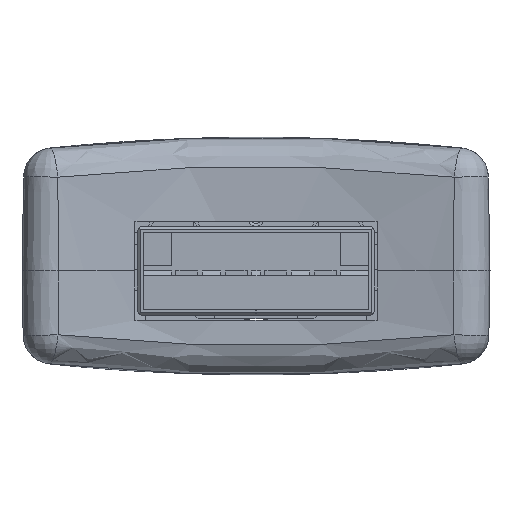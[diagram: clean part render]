
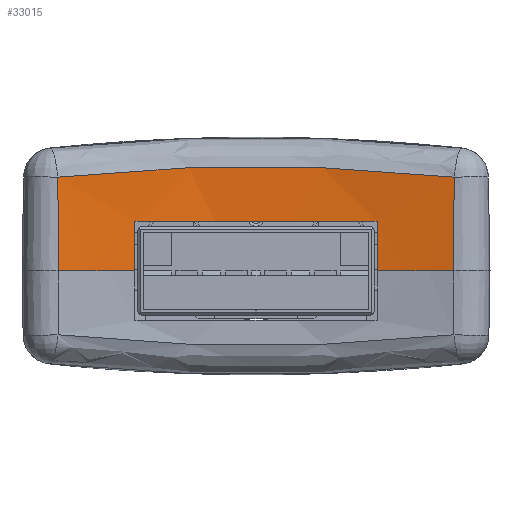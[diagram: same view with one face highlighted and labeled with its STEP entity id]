
A CAD part, left-side view. The second image highlights one B-rep face of the part: STEP entity #33015.
In plain terms, the highlighted conical face has half-angle 1 degrees and reference radius 45 mm.
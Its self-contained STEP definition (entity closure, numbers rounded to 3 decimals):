
#2188=CIRCLE('',#36539,45.);
#2230=CIRCLE('',#36629,45.044);
#2286=CIRCLE('',#36788,45.);
#2373=CONICAL_SURFACE('',#36787,45.,0.017);
#5571=LINE('',#59862,#8656);
#5573=LINE('',#59868,#8658);
#8656=VECTOR('',#45011,1000.);
#8658=VECTOR('',#45017,1000.);
#17405=ORIENTED_EDGE('',*,*,#22339,.F.);
#17406=ORIENTED_EDGE('',*,*,#22334,.F.);
#17407=ORIENTED_EDGE('',*,*,#22337,.F.);
#17408=ORIENTED_EDGE('',*,*,#22198,.F.);
#17409=ORIENTED_EDGE('',*,*,#22664,.F.);
#17410=ORIENTED_EDGE('',*,*,#22529,.T.);
#17411=ORIENTED_EDGE('',*,*,#22661,.T.);
#17412=ORIENTED_EDGE('',*,*,#22665,.F.);
#22198=EDGE_CURVE('',#25541,#25542,#2188,.T.);
#22334=EDGE_CURVE('',#25640,#25641,#2230,.T.);
#22337=EDGE_CURVE('',#25542,#25640,#26384,.T.);
#22339=EDGE_CURVE('',#25641,#25643,#26386,.T.);
#22529=EDGE_CURVE('',#25771,#25768,#26497,.T.);
#22661=EDGE_CURVE('',#25768,#25884,#5571,.T.);
#22664=EDGE_CURVE('',#25771,#25541,#5573,.T.);
#22665=EDGE_CURVE('',#25643,#25884,#2286,.T.);
#25541=VERTEX_POINT('',#56854);
#25542=VERTEX_POINT('',#56856);
#25640=VERTEX_POINT('',#57345);
#25641=VERTEX_POINT('',#57347);
#25643=VERTEX_POINT('',#57368);
#25768=VERTEX_POINT('',#59072);
#25771=VERTEX_POINT('',#59116);
#25884=VERTEX_POINT('',#59863);
#26384=B_SPLINE_CURVE_WITH_KNOTS('',3,(#57354,#57355,#57356,#57357),
 .UNSPECIFIED.,.F.,.F.,(4,4),(0.01,0.013),
 .UNSPECIFIED.);
#26386=B_SPLINE_CURVE_WITH_KNOTS('',3,(#57364,#57365,#57366,#57367),
 .UNSPECIFIED.,.F.,.F.,(4,4),(0.012,0.014),
 .UNSPECIFIED.);
#26497=B_SPLINE_CURVE_WITH_KNOTS('',3,(#59123,#59124,#59125,#59126,#59127),
 .UNSPECIFIED.,.F.,.F.,(4,1,4),(0.,0.01,0.02),
 .UNSPECIFIED.);
#28573=EDGE_LOOP('',(#17405,#17406,#17407,#17408,#17409,#17410,#17411,#17412));
#30667=FACE_BOUND('',#28573,.T.);
#33015=ADVANCED_FACE('',(#30667),#2373,.F.);
#36539=AXIS2_PLACEMENT_3D('',#56855,#44388,#44389);
#36629=AXIS2_PLACEMENT_3D('',#57346,#44614,#44615);
#36787=AXIS2_PLACEMENT_3D('',#59867,#45015,#45016);
#36788=AXIS2_PLACEMENT_3D('',#59869,#45018,#45019);
#44388=DIRECTION('',(0.,0.,-1.));
#44389=DIRECTION('',(-1.,0.,0.));
#44614=DIRECTION('',(0.,0.,-1.));
#44615=DIRECTION('',(0.,1.,0.));
#45011=DIRECTION('',(-0.017,0.004,1.));
#45015=DIRECTION('',(0.,0.,-1.));
#45016=DIRECTION('',(1.,0.,0.));
#45017=DIRECTION('',(-0.017,-0.004,1.));
#45018=DIRECTION('',(0.,0.,-1.));
#45019=DIRECTION('',(-1.,0.,0.));
#56854=CARTESIAN_POINT('',(-27.393,9.992,0.));
#56855=CARTESIAN_POINT('',(-71.269,0.,0.));
#56856=CARTESIAN_POINT('',(-26.687,6.115,0.));
#57345=CARTESIAN_POINT('',(-26.643,6.115,-2.5));
#57346=CARTESIAN_POINT('',(-71.269,0.,-2.5));
#57347=CARTESIAN_POINT('',(-26.643,-6.115,-2.5));
#57354=CARTESIAN_POINT('',(-26.687,6.115,0.));
#57355=CARTESIAN_POINT('',(-26.672,6.115,-0.833));
#57356=CARTESIAN_POINT('',(-26.657,6.115,-1.667));
#57357=CARTESIAN_POINT('',(-26.643,6.115,-2.5));
#57364=CARTESIAN_POINT('',(-26.643,-6.115,-2.5));
#57365=CARTESIAN_POINT('',(-26.657,-6.115,-1.667));
#57366=CARTESIAN_POINT('',(-26.672,-6.115,-0.833));
#57367=CARTESIAN_POINT('',(-26.687,-6.115,0.));
#57368=CARTESIAN_POINT('',(-26.687,-6.115,0.));
#59072=CARTESIAN_POINT('',(-27.312,-10.01,-4.732));
#59116=CARTESIAN_POINT('',(-27.312,10.01,-4.732));
#59123=CARTESIAN_POINT('',(-27.312,10.01,-4.732));
#59124=CARTESIAN_POINT('',(-26.556,6.719,-5.091));
#59125=CARTESIAN_POINT('',(-25.798,-0.074,-5.462));
#59126=CARTESIAN_POINT('',(-26.556,-6.719,-5.091));
#59127=CARTESIAN_POINT('',(-27.312,-10.01,-4.732));
#59862=CARTESIAN_POINT('',(-27.393,-9.992,0.));
#59863=CARTESIAN_POINT('',(-27.393,-9.992,0.));
#59867=CARTESIAN_POINT('',(-71.269,0.,0.));
#59868=CARTESIAN_POINT('',(-27.393,9.992,0.));
#59869=CARTESIAN_POINT('',(-71.269,0.,0.));
